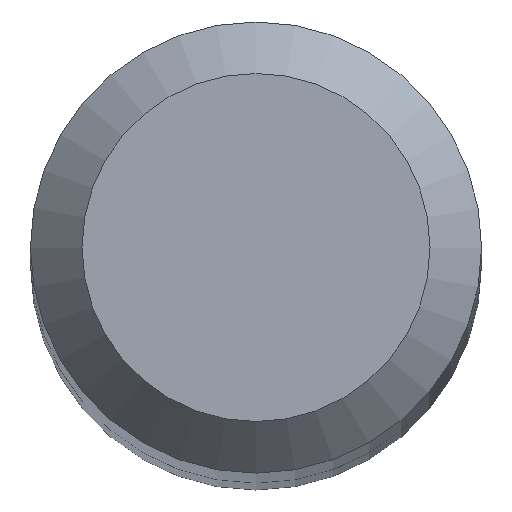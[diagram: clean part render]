
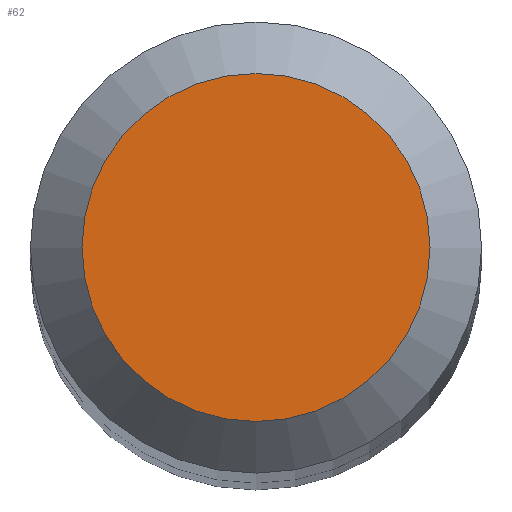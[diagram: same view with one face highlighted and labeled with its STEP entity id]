
A CAD part, top view. The second image highlights one B-rep face of the part: STEP entity #62.
In plain terms, the highlighted planar face has unit normal (0, 0, 1).
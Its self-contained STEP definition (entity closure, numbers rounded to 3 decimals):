
#39 = CARTESIAN_POINT ( 'NONE',  ( 0., 0., 38. ) ) ;
#48 = EDGE_CURVE ( 'NONE', #196, #196, #150, .T. ) ;
#55 = PLANE ( 'NONE',  #60 ) ;
#60 = AXIS2_PLACEMENT_3D ( 'NONE', #116, #175, #90 ) ;
#62 = ADVANCED_FACE ( 'NONE', ( #140 ), #55, .F. ) ;
#75 = EDGE_LOOP ( 'NONE', ( #151 ) ) ;
#90 = DIRECTION ( 'NONE',  ( 0., 1., 0. ) ) ;
#116 = CARTESIAN_POINT ( 'NONE',  ( 0., 0., 38. ) ) ;
#134 = AXIS2_PLACEMENT_3D ( 'NONE', #39, #177, #136 ) ;
#136 = DIRECTION ( 'NONE',  ( 0., 1., 0. ) ) ;
#140 = FACE_OUTER_BOUND ( 'NONE', #75, .T. ) ;
#150 = CIRCLE ( 'NONE', #134, 0.675 ) ;
#151 = ORIENTED_EDGE ( 'NONE', *, *, #48, .F. ) ;
#175 = DIRECTION ( 'NONE',  ( 0., 0., -1. ) ) ;
#177 = DIRECTION ( 'NONE',  ( 0., 0., -1. ) ) ;
#195 = CARTESIAN_POINT ( 'NONE',  ( 0., 0.675, 38. ) ) ;
#196 = VERTEX_POINT ( 'NONE', #195 ) ;
